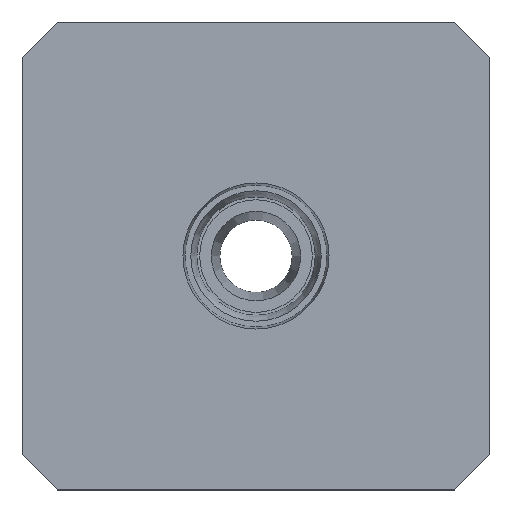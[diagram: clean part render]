
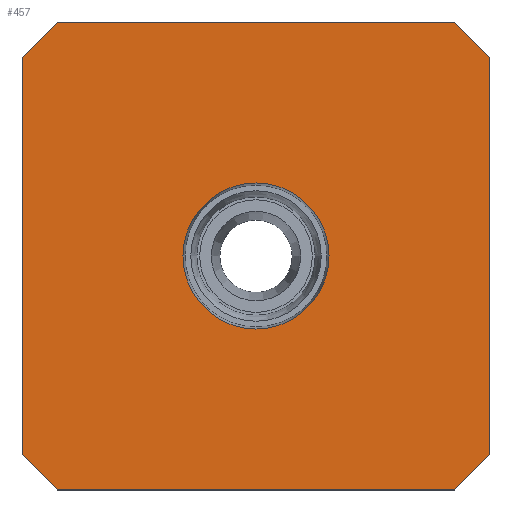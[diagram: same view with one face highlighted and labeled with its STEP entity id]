
A CAD part, top view. The second image highlights one B-rep face of the part: STEP entity #457.
In plain terms, the highlighted planar face has unit normal (0, 0, 1).
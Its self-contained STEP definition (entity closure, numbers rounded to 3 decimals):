
#30=CIRCLE('',#480,51.5);
#147=ORIENTED_EDGE('',*,*,#179,.F.);
#148=ORIENTED_EDGE('',*,*,#156,.T.);
#149=ORIENTED_EDGE('',*,*,#160,.T.);
#150=ORIENTED_EDGE('',*,*,#163,.T.);
#151=ORIENTED_EDGE('',*,*,#166,.T.);
#152=ORIENTED_EDGE('',*,*,#169,.T.);
#153=ORIENTED_EDGE('',*,*,#172,.T.);
#154=ORIENTED_EDGE('',*,*,#175,.T.);
#155=ORIENTED_EDGE('',*,*,#180,.T.);
#156=EDGE_CURVE('',#204,#205,#244,.T.);
#160=EDGE_CURVE('',#205,#208,#248,.T.);
#163=EDGE_CURVE('',#208,#210,#251,.T.);
#166=EDGE_CURVE('',#210,#212,#254,.T.);
#169=EDGE_CURVE('',#212,#214,#257,.T.);
#172=EDGE_CURVE('',#214,#216,#260,.T.);
#175=EDGE_CURVE('',#216,#218,#263,.T.);
#179=EDGE_CURVE('',#221,#221,#30,.T.);
#180=EDGE_CURVE('',#218,#204,#266,.T.);
#204=VERTEX_POINT('',#671);
#205=VERTEX_POINT('',#672);
#208=VERTEX_POINT('',#680);
#210=VERTEX_POINT('',#686);
#212=VERTEX_POINT('',#692);
#214=VERTEX_POINT('',#698);
#216=VERTEX_POINT('',#704);
#218=VERTEX_POINT('',#710);
#221=VERTEX_POINT('',#718);
#244=LINE('',#670,#268);
#248=LINE('',#679,#272);
#251=LINE('',#685,#275);
#254=LINE('',#691,#278);
#257=LINE('',#697,#281);
#260=LINE('',#703,#284);
#263=LINE('',#709,#287);
#266=LINE('',#720,#290);
#268=VECTOR('',#532,1000.);
#272=VECTOR('',#538,1000.);
#275=VECTOR('',#543,1000.);
#278=VECTOR('',#548,1000.);
#281=VECTOR('',#553,1000.);
#284=VECTOR('',#558,1000.);
#287=VECTOR('',#563,1000.);
#290=VECTOR('',#574,1000.);
#348=EDGE_LOOP('',(#147));
#349=EDGE_LOOP('',(#148,#149,#150,#151,#152,#153,#154,#155));
#406=FACE_BOUND('',#348,.T.);
#407=FACE_BOUND('',#349,.T.);
#424=PLANE('',#527);
#457=ADVANCED_FACE('',(#406,#407),#424,.T.);
#480=AXIS2_PLACEMENT_3D('',#717,#570,#571);
#527=AXIS2_PLACEMENT_3D('',#789,#666,#667);
#532=DIRECTION('',(0.,-1.,0.));
#538=DIRECTION('',(0.707,-0.707,0.));
#543=DIRECTION('',(1.,0.,0.));
#548=DIRECTION('',(0.707,0.707,0.));
#553=DIRECTION('',(0.,1.,0.));
#558=DIRECTION('',(-0.707,0.707,0.));
#563=DIRECTION('',(-1.,0.,0.));
#570=DIRECTION('',(0.,0.,1.));
#571=DIRECTION('',(1.,0.,0.));
#574=DIRECTION('',(-0.707,-0.707,0.));
#666=DIRECTION('',(0.,0.,1.));
#667=DIRECTION('',(1.,0.,0.));
#670=CARTESIAN_POINT('',(-165.,140.251,1.3));
#671=CARTESIAN_POINT('',(-165.,140.251,1.3));
#672=CARTESIAN_POINT('',(-165.,-140.251,1.3));
#679=CARTESIAN_POINT('',(-165.,-140.251,1.3));
#680=CARTESIAN_POINT('',(-140.251,-165.,1.3));
#685=CARTESIAN_POINT('',(-140.251,-165.,1.3));
#686=CARTESIAN_POINT('',(140.251,-165.,1.3));
#691=CARTESIAN_POINT('',(140.251,-165.,1.3));
#692=CARTESIAN_POINT('',(165.,-140.251,1.3));
#697=CARTESIAN_POINT('',(165.,-140.251,1.3));
#698=CARTESIAN_POINT('',(165.,140.251,1.3));
#703=CARTESIAN_POINT('',(165.,140.251,1.3));
#704=CARTESIAN_POINT('',(140.251,165.,1.3));
#709=CARTESIAN_POINT('',(140.251,165.,1.3));
#710=CARTESIAN_POINT('',(-140.251,165.,1.3));
#717=CARTESIAN_POINT('',(0.,0.,1.3));
#718=CARTESIAN_POINT('',(51.5,0.,1.3));
#720=CARTESIAN_POINT('',(-140.251,165.,1.3));
#789=CARTESIAN_POINT('',(170.,170.,1.3));
